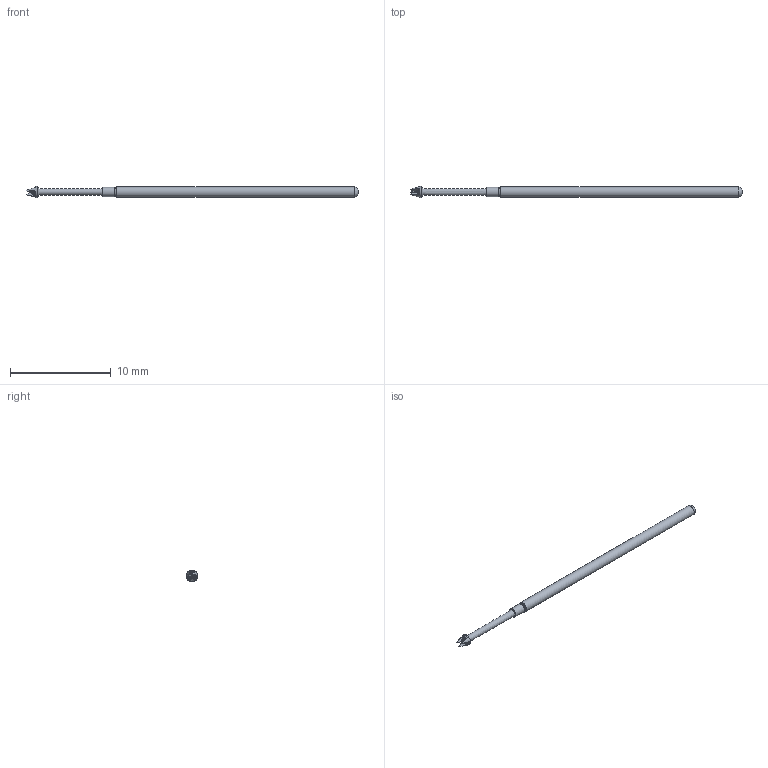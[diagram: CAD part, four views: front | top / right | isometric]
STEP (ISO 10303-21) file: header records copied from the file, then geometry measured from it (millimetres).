
FILE_DESCRIPTION (( 'STEP AP214' ), '1' );
FILE_NAME ('075-PR_2508_-_.STEP', '2017-10-12T16:43:19', ( '' ), ( '' ), 'SwSTEP 2.0', 'SolidWorks 2017', '' );
FILE_SCHEMA (( 'AUTOMOTIVE_DESIGN' ));
Length unit declared in the file: inch
Products named in the file (1): 075-PR_2508_-_
Bounding box: 33.02 x 1.14 x 1.14 mm (x, y, z)
Volume: 23.2 mm3; surface area: 98.7 mm2
Topology: 1 solids, 1 shells, 50 faces, 107 edges, 60 vertices
Faces by surface type: cylinder 32, cone 10, plane 5, torus 3
Full cylindrical faces by diameter (mm): 0.914 x1, 1.021 x1
Entity records: 1982 total; most frequent: CARTESIAN_POINT 426, ORIENTED_EDGE 194, DIRECTION 146, EDGE_CURVE 97, AXIS2_PLACEMENT_3D 70, EDGE_LOOP 60, VERTEX_POINT 59, FACE_OUTER_BOUND 55
